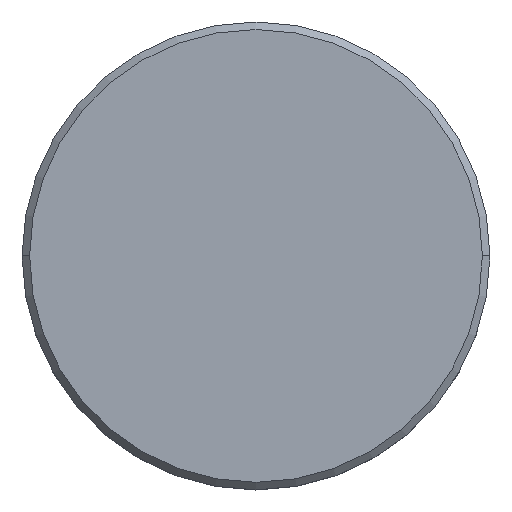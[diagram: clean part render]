
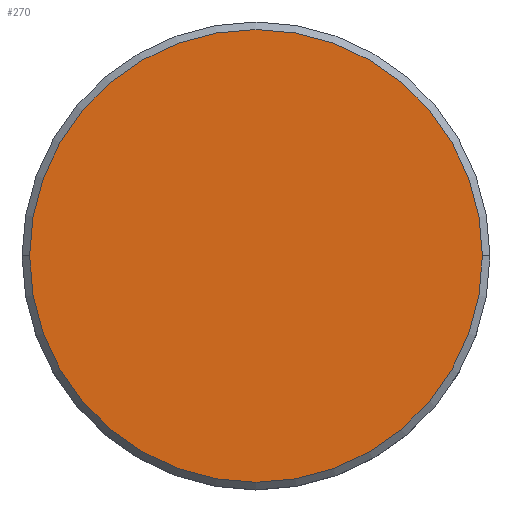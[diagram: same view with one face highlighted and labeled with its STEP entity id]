
A CAD part, top view. The second image highlights one B-rep face of the part: STEP entity #270.
In plain terms, the highlighted planar face has unit normal (0, 0, 1).
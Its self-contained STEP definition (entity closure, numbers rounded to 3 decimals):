
#12 = CIRCLE ( 'NONE', #317, 15. ) ;
#28 = FACE_OUTER_BOUND ( 'NONE', #738, .T. ) ;
#52 = AXIS2_PLACEMENT_3D ( 'NONE', #439, #1111, #552 ) ;
#84 = CARTESIAN_POINT ( 'NONE',  ( 0., 0., 0. ) ) ;
#159 = EDGE_CURVE ( 'NONE', #173, #713, #12, .T. ) ;
#173 = VERTEX_POINT ( 'NONE', #999 ) ;
#188 = EDGE_CURVE ( 'NONE', #713, #173, #829, .T. ) ;
#212 = DIRECTION ( 'NONE',  ( 1., 0., 0. ) ) ;
#270 = ADVANCED_FACE ( 'NONE', ( #28 ), #472, .T. ) ;
#274 = CARTESIAN_POINT ( 'NONE',  ( 15., 0., 0. ) ) ;
#291 = DIRECTION ( 'NONE',  ( 1., 0., 0. ) ) ;
#317 = AXIS2_PLACEMENT_3D ( 'NONE', #84, #450, #291 ) ;
#439 = CARTESIAN_POINT ( 'NONE',  ( 0., 0., 0. ) ) ;
#450 = DIRECTION ( 'NONE',  ( 0., 0., 1. ) ) ;
#472 = PLANE ( 'NONE',  #929 ) ;
#552 = DIRECTION ( 'NONE',  ( 1., 0., 0. ) ) ;
#567 = CARTESIAN_POINT ( 'NONE',  ( 0., 0., 0. ) ) ;
#699 = ORIENTED_EDGE ( 'NONE', *, *, #188, .T. ) ;
#713 = VERTEX_POINT ( 'NONE', #274 ) ;
#738 = EDGE_LOOP ( 'NONE', ( #766, #699 ) ) ;
#766 = ORIENTED_EDGE ( 'NONE', *, *, #159, .T. ) ;
#829 = CIRCLE ( 'NONE', #52, 15. ) ;
#929 = AXIS2_PLACEMENT_3D ( 'NONE', #567, #1031, #212 ) ;
#999 = CARTESIAN_POINT ( 'NONE',  ( -15., 0., 0. ) ) ;
#1031 = DIRECTION ( 'NONE',  ( 0., 0., 1. ) ) ;
#1111 = DIRECTION ( 'NONE',  ( 0., 0., 1. ) ) ;
